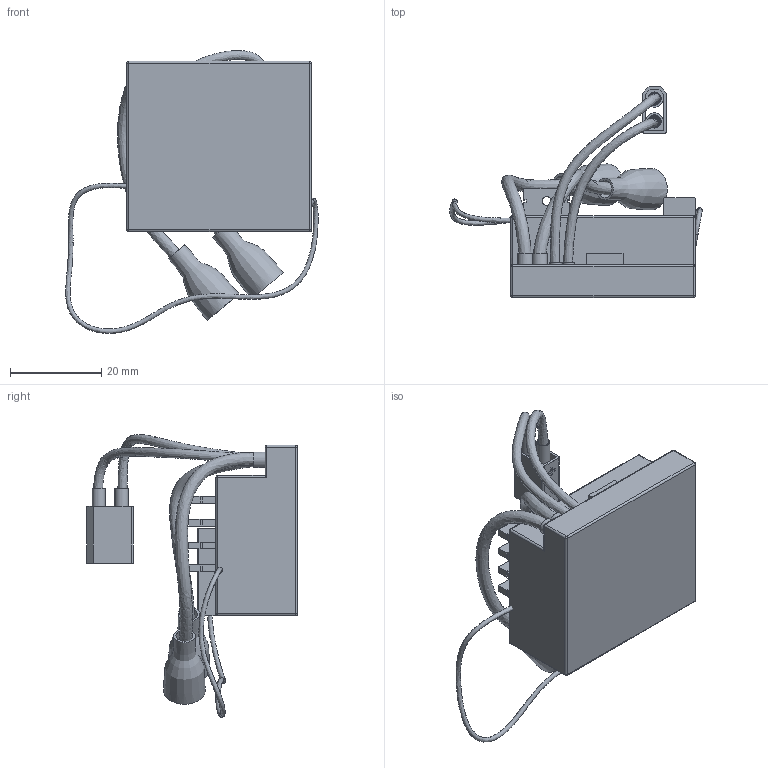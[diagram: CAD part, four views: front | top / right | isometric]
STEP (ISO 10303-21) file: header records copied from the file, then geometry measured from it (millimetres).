
FILE_DESCRIPTION(/* description */ (''),/* implementation_level */ '2;1');
FILE_NAME(/* name */ 'Receiver_v4.step',/* time_stamp */ '2022-03-24T12:51:21+04:00',/* author */ (''),/* organization */ (''),/* preprocessor_version */ 'ST-DEVELOPER v18.1',/* originating_system */ 'Autodesk Translation Framework v10.13.0.1454',/* authorisation */ '');
FILE_SCHEMA (('AUTOMOTIVE_DESIGN { 1 0 10303 214 3 1 1 }'));
Length unit declared in the file: millimetre
Products named in the file (9): Receiver; Receiver_1; Electro Wiring; Receiver+Engine; Receiver power; Antenna; Power contacts v1; Power contacts v1 (1); XT30 Female Connector v3
Assembly tree (8 placements, depth 3):
  Receiver
    Receiver_1
    Electro Wiring
      Receiver+Engine
      Receiver power
      Antenna
      Power contacts v1
      Power contacts v1 (1)
      XT30 Female Connector v3
Bounding box: 55.29 x 46.35 x 62.03 mm (x, y, z)
Volume: 14827 mm3; surface area: 21343.6 mm2
Topology: 22 solids, 22 shells, 403 faces, 974 edges, 585 vertices
Faces by surface type: plane 212, cylinder 124, sphere 26, bspline 23, torus 10, cone 8
Full cylindrical faces by diameter (mm): 1 x1, 1.65 x2, 2 x8, 2.5 x2, 2.6 x2, 2.9 x2
Entity records: 16062 total; most frequent: CARTESIAN_POINT 6412, DIRECTION 2000, ORIENTED_EDGE 1884, EDGE_CURVE 942, AXIS2_PLACEMENT_3D 702, LINE 596, VECTOR 596, VERTEX_POINT 585
